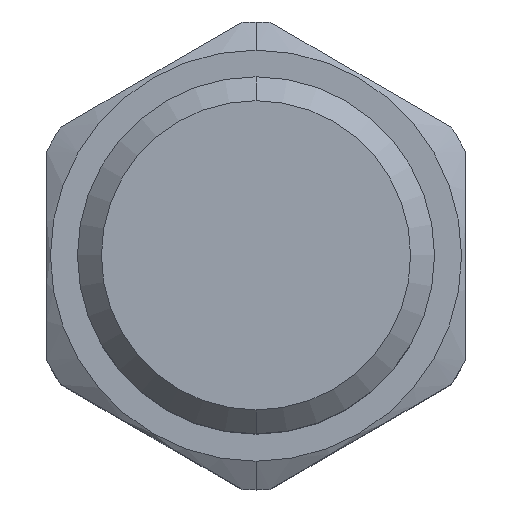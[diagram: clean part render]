
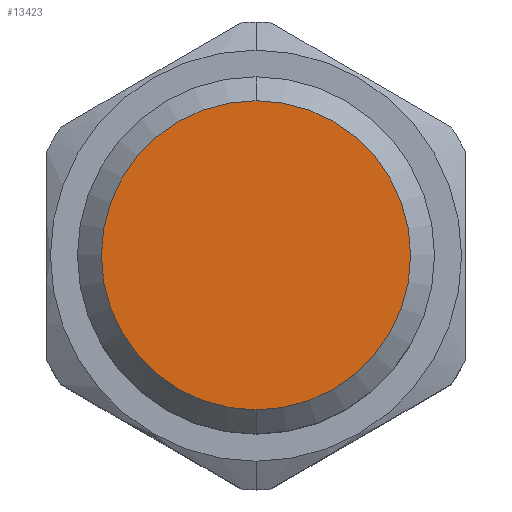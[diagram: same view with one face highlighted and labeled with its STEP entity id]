
A CAD part, top view. The second image highlights one B-rep face of the part: STEP entity #13423.
In plain terms, the highlighted planar face has unit normal (0, 0, 1).
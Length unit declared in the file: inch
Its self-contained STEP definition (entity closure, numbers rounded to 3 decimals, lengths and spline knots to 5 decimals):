
#8645=CARTESIAN_POINT('',(0.,0.,4.7785));
#8646=DIRECTION('',(0.,0.,1.));
#8647=DIRECTION('',(0.,-1.,0.));
#8648=AXIS2_PLACEMENT_3D('',#8645,#8646,#8647);
#8663=CARTESIAN_POINT('',(0.,0.,4.7785));
#8664=DIRECTION('',(0.,0.,1.));
#8665=DIRECTION('',(0.,1.,0.));
#8666=AXIS2_PLACEMENT_3D('',#8663,#8664,#8665);
#8911=CARTESIAN_POINT('',(0.,0.3235,4.7785));
#8912=CARTESIAN_POINT('',(0.,-0.3235,4.7785));
#8913=VERTEX_POINT('',#8911);
#8914=VERTEX_POINT('',#8912);
#13413=CARTESIAN_POINT('',(0.,0.,4.7785));
#13414=DIRECTION('',(0.,0.,1.));
#13415=DIRECTION('',(0.,1.,0.));
#13416=AXIS2_PLACEMENT_3D('',#13413,#13414,#13415);
#13417=PLANE('',#13416);
#13418=ORIENTED_EDGE('',*,*,#13403,.F.);
#13420=ORIENTED_EDGE('',*,*,#13419,.F.);
#13421=EDGE_LOOP('',(#13418,#13420));
#13422=FACE_OUTER_BOUND('',#13421,.F.);
#13423=ADVANCED_FACE('',(#13422),#13417,.T.);
#8649=CIRCLE('',#8648,0.3235);
#8667=CIRCLE('',#8666,0.3235);
#13403=EDGE_CURVE('',#8914,#8913,#8649,.T.);
#13419=EDGE_CURVE('',#8913,#8914,#8667,.T.);
